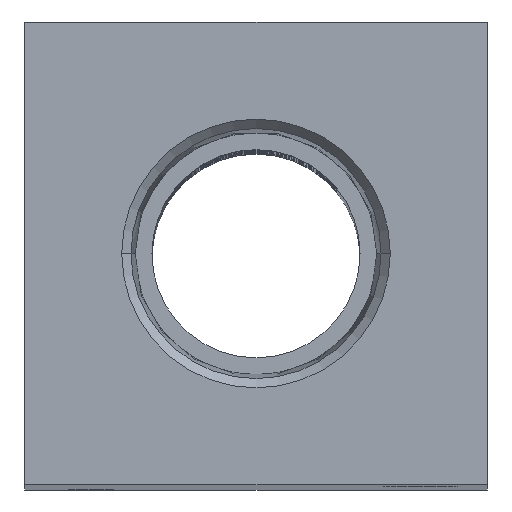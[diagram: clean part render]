
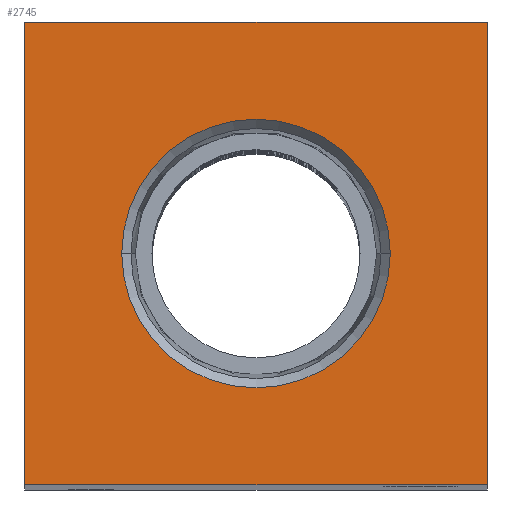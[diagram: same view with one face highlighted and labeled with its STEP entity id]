
A CAD part, top view. The second image highlights one B-rep face of the part: STEP entity #2745.
In plain terms, the highlighted planar face has unit normal (0, 0, 1).
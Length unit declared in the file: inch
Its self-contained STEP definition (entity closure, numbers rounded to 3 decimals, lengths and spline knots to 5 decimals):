
#13 = CARTESIAN_POINT ( 'NONE',  ( -0.625, 0.625, 3.875 ) ) ;
#65 = CIRCLE ( 'NONE', #1208, 0.3626 ) ;
#106 = FACE_OUTER_BOUND ( 'NONE', #373, .T. ) ;
#245 = ORIENTED_EDGE ( 'NONE', *, *, #2761, .F. ) ;
#246 = DIRECTION ( 'NONE',  ( 1., 0., 0. ) ) ;
#276 = CARTESIAN_POINT ( 'NONE',  ( 0.625, -0.625, 3.875 ) ) ;
#288 = DIRECTION ( 'NONE',  ( 0., -1., 0. ) ) ;
#328 = LINE ( 'NONE', #2624, #1470 ) ;
#340 = PLANE ( 'NONE',  #450 ) ;
#345 = ORIENTED_EDGE ( 'NONE', *, *, #2452, .T. ) ;
#361 = VERTEX_POINT ( 'NONE', #1532 ) ;
#373 = EDGE_LOOP ( 'NONE', ( #1444, #2159, #345, #825 ) ) ;
#421 = DIRECTION ( 'NONE',  ( 1., 0., 0. ) ) ;
#450 = AXIS2_PLACEMENT_3D ( 'NONE', #2537, #585, #2122 ) ;
#585 = DIRECTION ( 'NONE',  ( 0., 0., 1. ) ) ;
#596 = DIRECTION ( 'NONE',  ( 0., 0., 1. ) ) ;
#612 = AXIS2_PLACEMENT_3D ( 'NONE', #1911, #596, #2134 ) ;
#623 = DIRECTION ( 'NONE',  ( 0., 0., 1. ) ) ;
#648 = CARTESIAN_POINT ( 'NONE',  ( 0., 0., 3.875 ) ) ;
#682 = DIRECTION ( 'NONE',  ( 0., 1., 0. ) ) ;
#685 = VERTEX_POINT ( 'NONE', #13 ) ;
#818 = EDGE_CURVE ( 'NONE', #361, #685, #328, .T. ) ;
#825 = ORIENTED_EDGE ( 'NONE', *, *, #818, .T. ) ;
#889 = VERTEX_POINT ( 'NONE', #1970 ) ;
#906 = VERTEX_POINT ( 'NONE', #1760 ) ;
#1055 = LINE ( 'NONE', #276, #1701 ) ;
#1056 = LINE ( 'NONE', #2704, #2633 ) ;
#1059 = ORIENTED_EDGE ( 'NONE', *, *, #1723, .F. ) ;
#1208 = AXIS2_PLACEMENT_3D ( 'NONE', #648, #623, #421 ) ;
#1267 = CIRCLE ( 'NONE', #612, 0.3626 ) ;
#1342 = FACE_BOUND ( 'NONE', #1942, .T. ) ;
#1444 = ORIENTED_EDGE ( 'NONE', *, *, #1977, .T. ) ;
#1446 = CARTESIAN_POINT ( 'NONE',  ( -0.3626, 0., 3.875 ) ) ;
#1470 = VECTOR ( 'NONE', #2561, 39.37008 ) ;
#1532 = CARTESIAN_POINT ( 'NONE',  ( 0.625, 0.625, 3.875 ) ) ;
#1552 = EDGE_CURVE ( 'NONE', #2203, #889, #1055, .T. ) ;
#1701 = VECTOR ( 'NONE', #246, 39.37008 ) ;
#1723 = EDGE_CURVE ( 'NONE', #2703, #906, #65, .T. ) ;
#1760 = CARTESIAN_POINT ( 'NONE',  ( 0.3626, 0., 3.875 ) ) ;
#1787 = CARTESIAN_POINT ( 'NONE',  ( -0.625, -0.625, 3.875 ) ) ;
#1911 = CARTESIAN_POINT ( 'NONE',  ( 0., 0., 3.875 ) ) ;
#1942 = EDGE_LOOP ( 'NONE', ( #245, #1059 ) ) ;
#1966 = LINE ( 'NONE', #1975, #2342 ) ;
#1970 = CARTESIAN_POINT ( 'NONE',  ( 0.625, -0.625, 3.875 ) ) ;
#1975 = CARTESIAN_POINT ( 'NONE',  ( 0.625, -0.625, 3.875 ) ) ;
#1977 = EDGE_CURVE ( 'NONE', #685, #2203, #1056, .T. ) ;
#2122 = DIRECTION ( 'NONE',  ( 1., 0., 0. ) ) ;
#2134 = DIRECTION ( 'NONE',  ( 1., 0., 0. ) ) ;
#2159 = ORIENTED_EDGE ( 'NONE', *, *, #1552, .T. ) ;
#2203 = VERTEX_POINT ( 'NONE', #1787 ) ;
#2342 = VECTOR ( 'NONE', #682, 39.37008 ) ;
#2452 = EDGE_CURVE ( 'NONE', #889, #361, #1966, .T. ) ;
#2537 = CARTESIAN_POINT ( 'NONE',  ( 0., 0., 3.875 ) ) ;
#2561 = DIRECTION ( 'NONE',  ( -1., 0., 0. ) ) ;
#2624 = CARTESIAN_POINT ( 'NONE',  ( 0.625, 0.625, 3.875 ) ) ;
#2633 = VECTOR ( 'NONE', #288, 39.37008 ) ;
#2703 = VERTEX_POINT ( 'NONE', #1446 ) ;
#2704 = CARTESIAN_POINT ( 'NONE',  ( -0.625, -0.625, 3.875 ) ) ;
#2745 = ADVANCED_FACE ( 'NONE', ( #1342, #106 ), #340, .T. ) ;
#2761 = EDGE_CURVE ( 'NONE', #906, #2703, #1267, .T. ) ;
